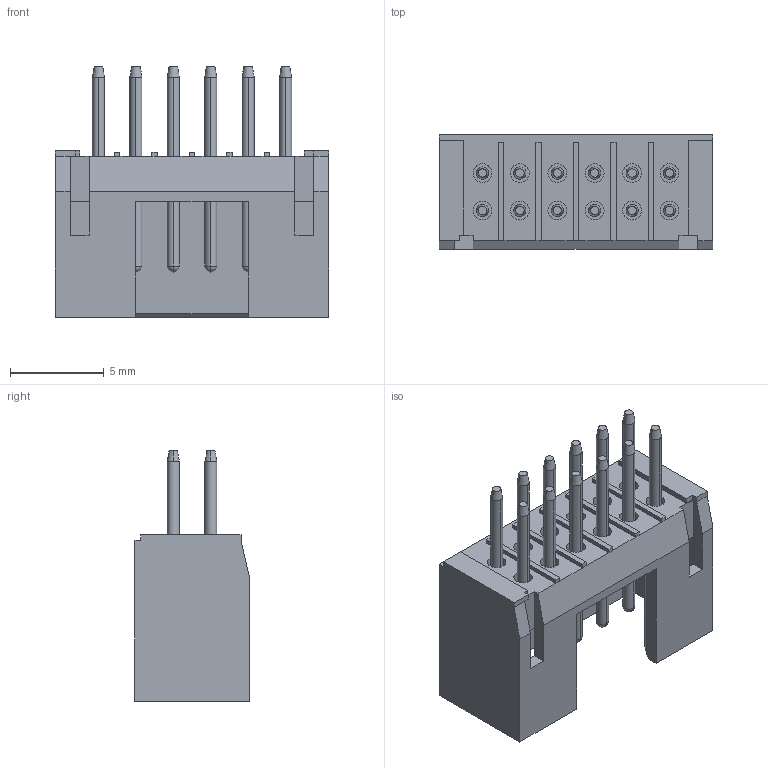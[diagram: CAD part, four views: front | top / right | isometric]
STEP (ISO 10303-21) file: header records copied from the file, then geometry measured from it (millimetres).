
FILE_DESCRIPTION (( 'STEP AP214' ), '1' );
FILE_NAME ('F2JL24-S12SD000-01_REF.STEP', '2024-07-25T06:30:37', ( '' ), ( '' ), 'SwSTEP 2.0', 'SolidWorks 2021', '' );
FILE_SCHEMA (( 'AUTOMOTIVE_DESIGN' ));
Length unit declared in the file: millimetre
Products named in the file (1): F2JL24-S12SD000-01_REF
Bounding box: 14.6 x 6.1 x 13.4 mm (x, y, z)
Volume: 379.9 mm3; surface area: 956.3 mm2
Topology: 1 solids, 1 shells, 220 faces, 562 edges, 352 vertices
Faces by surface type: plane 100, cylinder 72, cone 24, sphere 24
Entity records: 6332 total; most frequent: DIRECTION 1160, CARTESIAN_POINT 1063, ORIENTED_EDGE 1028, EDGE_CURVE 514, AXIS2_PLACEMENT_3D 425, VERTEX_POINT 328, VECTOR 310, LINE 310
